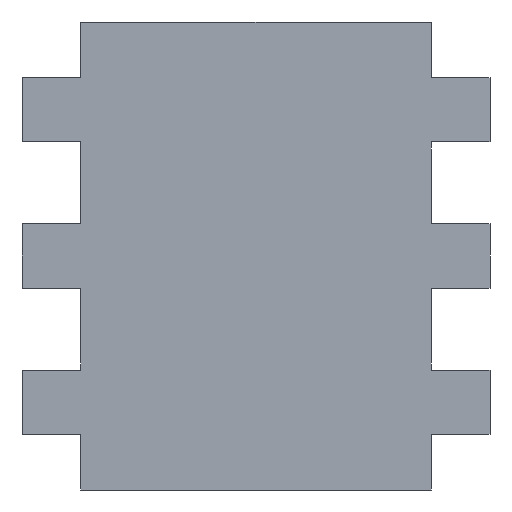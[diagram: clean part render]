
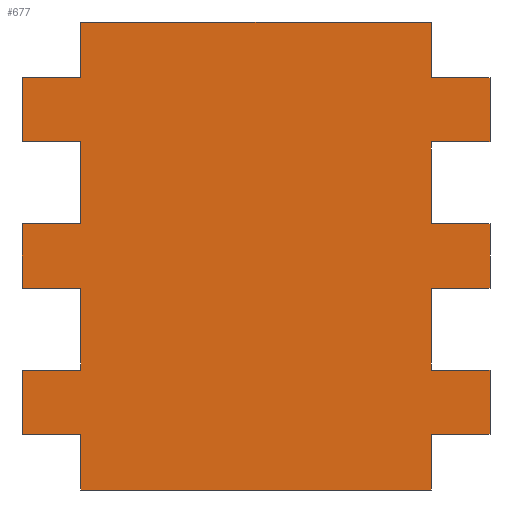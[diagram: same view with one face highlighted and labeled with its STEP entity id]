
A CAD part, front view. The second image highlights one B-rep face of the part: STEP entity #677.
In plain terms, the highlighted planar face has unit normal (0, -1, 0).
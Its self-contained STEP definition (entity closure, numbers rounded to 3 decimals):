
#5=DIRECTION('',(1.,0.,0.));
#6=VECTOR('',#5,1.2);
#7=CARTESIAN_POINT('',(-0.6,0.,-0.8));
#8=LINE('',#7,#6);
#69=DIRECTION('',(1.,0.,0.));
#70=VECTOR('',#69,0.2);
#71=CARTESIAN_POINT('',(-0.8,0.,-0.61));
#72=LINE('',#71,#70);
#73=DIRECTION('',(1.,0.,0.));
#74=VECTOR('',#73,0.2);
#75=CARTESIAN_POINT('',(0.6,0.,-0.61));
#76=LINE('',#75,#74);
#89=DIRECTION('',(1.,0.,0.));
#90=VECTOR('',#89,0.2);
#91=CARTESIAN_POINT('',(-0.8,0.,-0.39));
#92=LINE('',#91,#90);
#109=DIRECTION('',(1.,0.,0.));
#110=VECTOR('',#109,0.2);
#111=CARTESIAN_POINT('',(0.6,0.,-0.39));
#112=LINE('',#111,#110);
#113=DIRECTION('',(0.,0.,1.));
#114=VECTOR('',#113,0.19);
#115=CARTESIAN_POINT('',(-0.6,0.,-0.8));
#116=LINE('',#115,#114);
#117=DIRECTION('',(0.,0.,1.));
#118=VECTOR('',#117,0.22);
#119=CARTESIAN_POINT('',(-0.8,0.,-0.61));
#120=LINE('',#119,#118);
#121=DIRECTION('',(0.,0.,1.));
#122=VECTOR('',#121,0.28);
#123=CARTESIAN_POINT('',(-0.6,0.,-0.39));
#124=LINE('',#123,#122);
#125=DIRECTION('',(0.,0.,1.));
#126=VECTOR('',#125,0.22);
#127=CARTESIAN_POINT('',(-0.8,0.,-0.11));
#128=LINE('',#127,#126);
#129=DIRECTION('',(0.,0.,1.));
#130=VECTOR('',#129,0.28);
#131=CARTESIAN_POINT('',(-0.6,0.,0.11));
#132=LINE('',#131,#130);
#133=DIRECTION('',(0.,0.,1.));
#134=VECTOR('',#133,0.22);
#135=CARTESIAN_POINT('',(-0.8,0.,0.39));
#136=LINE('',#135,#134);
#137=DIRECTION('',(0.,0.,1.));
#138=VECTOR('',#137,0.19);
#139=CARTESIAN_POINT('',(-0.6,0.,0.61));
#140=LINE('',#139,#138);
#149=DIRECTION('',(0.,0.,1.));
#150=VECTOR('',#149,0.28);
#151=CARTESIAN_POINT('',(0.6,0.,0.11));
#152=LINE('',#151,#150);
#157=DIRECTION('',(0.,0.,1.));
#158=VECTOR('',#157,0.19);
#159=CARTESIAN_POINT('',(0.6,0.,0.61));
#160=LINE('',#159,#158);
#165=DIRECTION('',(0.,0.,1.));
#166=VECTOR('',#165,0.19);
#167=CARTESIAN_POINT('',(0.6,0.,-0.8));
#168=LINE('',#167,#166);
#173=DIRECTION('',(0.,0.,1.));
#174=VECTOR('',#173,0.28);
#175=CARTESIAN_POINT('',(0.6,0.,-0.39));
#176=LINE('',#175,#174);
#189=DIRECTION('',(1.,0.,0.));
#190=VECTOR('',#189,0.2);
#191=CARTESIAN_POINT('',(-0.8,0.,0.39));
#192=LINE('',#191,#190);
#193=DIRECTION('',(1.,0.,0.));
#194=VECTOR('',#193,0.2);
#195=CARTESIAN_POINT('',(0.6,0.,0.39));
#196=LINE('',#195,#194);
#209=DIRECTION('',(1.,0.,0.));
#210=VECTOR('',#209,0.2);
#211=CARTESIAN_POINT('',(-0.8,0.,0.61));
#212=LINE('',#211,#210);
#229=DIRECTION('',(1.,0.,0.));
#230=VECTOR('',#229,0.2);
#231=CARTESIAN_POINT('',(0.6,0.,0.61));
#232=LINE('',#231,#230);
#237=DIRECTION('',(0.,0.,1.));
#238=VECTOR('',#237,0.22);
#239=CARTESIAN_POINT('',(0.8,0.,0.39));
#240=LINE('',#239,#238);
#273=DIRECTION('',(1.,0.,0.));
#274=VECTOR('',#273,0.2);
#275=CARTESIAN_POINT('',(-0.8,0.,0.11));
#276=LINE('',#275,#274);
#293=DIRECTION('',(1.,0.,0.));
#294=VECTOR('',#293,0.2);
#295=CARTESIAN_POINT('',(0.6,0.,0.11));
#296=LINE('',#295,#294);
#309=DIRECTION('',(1.,0.,0.));
#310=VECTOR('',#309,0.2);
#311=CARTESIAN_POINT('',(-0.8,0.,-0.11));
#312=LINE('',#311,#310);
#313=DIRECTION('',(1.,0.,0.));
#314=VECTOR('',#313,0.2);
#315=CARTESIAN_POINT('',(0.6,0.,-0.11));
#316=LINE('',#315,#314);
#325=DIRECTION('',(0.,0.,1.));
#326=VECTOR('',#325,0.22);
#327=CARTESIAN_POINT('',(0.8,0.,-0.11));
#328=LINE('',#327,#326);
#345=DIRECTION('',(1.,0.,0.));
#346=VECTOR('',#345,1.2);
#347=CARTESIAN_POINT('',(-0.6,0.,0.8));
#348=LINE('',#347,#346);
#353=DIRECTION('',(0.,0.,1.));
#354=VECTOR('',#353,0.22);
#355=CARTESIAN_POINT('',(0.8,0.,-0.61));
#356=LINE('',#355,#354);
#362=CARTESIAN_POINT('',(-0.6,0.,-0.8));
#364=VERTEX_POINT('',#362);
#365=CARTESIAN_POINT('',(0.6,0.,-0.8));
#366=VERTEX_POINT('',#365);
#372=CARTESIAN_POINT('',(-0.6,0.,0.8));
#374=VERTEX_POINT('',#372);
#375=CARTESIAN_POINT('',(0.6,0.,0.8));
#376=VERTEX_POINT('',#375);
#382=CARTESIAN_POINT('',(-0.8,0.,-0.11));
#384=VERTEX_POINT('',#382);
#385=CARTESIAN_POINT('',(0.8,0.,-0.11));
#387=VERTEX_POINT('',#385);
#390=CARTESIAN_POINT('',(-0.8,0.,0.11));
#392=VERTEX_POINT('',#390);
#393=CARTESIAN_POINT('',(0.8,0.,0.11));
#395=VERTEX_POINT('',#393);
#397=CARTESIAN_POINT('',(-0.6,0.,-0.11));
#399=VERTEX_POINT('',#397);
#401=CARTESIAN_POINT('',(-0.6,0.,0.11));
#403=VERTEX_POINT('',#401);
#405=CARTESIAN_POINT('',(0.6,0.,-0.11));
#407=VERTEX_POINT('',#405);
#409=CARTESIAN_POINT('',(0.6,0.,0.11));
#411=VERTEX_POINT('',#409);
#414=CARTESIAN_POINT('',(-0.8,0.,0.39));
#416=VERTEX_POINT('',#414);
#417=CARTESIAN_POINT('',(0.8,0.,0.39));
#419=VERTEX_POINT('',#417);
#422=CARTESIAN_POINT('',(-0.8,0.,0.61));
#424=VERTEX_POINT('',#422);
#425=CARTESIAN_POINT('',(0.8,0.,0.61));
#427=VERTEX_POINT('',#425);
#429=CARTESIAN_POINT('',(-0.6,0.,0.39));
#431=VERTEX_POINT('',#429);
#433=CARTESIAN_POINT('',(-0.6,0.,0.61));
#435=VERTEX_POINT('',#433);
#437=CARTESIAN_POINT('',(0.6,0.,0.39));
#439=VERTEX_POINT('',#437);
#441=CARTESIAN_POINT('',(0.6,0.,0.61));
#443=VERTEX_POINT('',#441);
#446=CARTESIAN_POINT('',(-0.8,0.,-0.61));
#448=VERTEX_POINT('',#446);
#449=CARTESIAN_POINT('',(0.8,0.,-0.61));
#451=VERTEX_POINT('',#449);
#454=CARTESIAN_POINT('',(-0.8,0.,-0.39));
#456=VERTEX_POINT('',#454);
#457=CARTESIAN_POINT('',(0.8,0.,-0.39));
#459=VERTEX_POINT('',#457);
#461=CARTESIAN_POINT('',(-0.6,0.,-0.61));
#463=VERTEX_POINT('',#461);
#465=CARTESIAN_POINT('',(-0.6,0.,-0.39));
#467=VERTEX_POINT('',#465);
#469=CARTESIAN_POINT('',(0.6,0.,-0.61));
#471=VERTEX_POINT('',#469);
#473=CARTESIAN_POINT('',(0.6,0.,-0.39));
#475=VERTEX_POINT('',#473);
#623=CARTESIAN_POINT('',(-0.6,0.,-0.8));
#624=DIRECTION('',(0.,-1.,0.));
#625=DIRECTION('',(1.,0.,0.));
#626=AXIS2_PLACEMENT_3D('',#623,#624,#625);
#627=PLANE('',#626);
#629=ORIENTED_EDGE('',*,*,#628,.F.);
#630=ORIENTED_EDGE('',*,*,#618,.T.);
#632=ORIENTED_EDGE('',*,*,#631,.F.);
#633=ORIENTED_EDGE('',*,*,#556,.F.);
#635=ORIENTED_EDGE('',*,*,#634,.F.);
#636=ORIENTED_EDGE('',*,*,#484,.F.);
#637=ORIENTED_EDGE('',*,*,#502,.T.);
#638=ORIENTED_EDGE('',*,*,#544,.F.);
#640=ORIENTED_EDGE('',*,*,#639,.T.);
#641=ORIENTED_EDGE('',*,*,#600,.T.);
#642=ORIENTED_EDGE('',*,*,#525,.T.);
#644=ORIENTED_EDGE('',*,*,#643,.F.);
#646=ORIENTED_EDGE('',*,*,#645,.T.);
#648=ORIENTED_EDGE('',*,*,#647,.T.);
#649=ORIENTED_EDGE('',*,*,#517,.T.);
#651=ORIENTED_EDGE('',*,*,#650,.F.);
#653=ORIENTED_EDGE('',*,*,#652,.T.);
#655=ORIENTED_EDGE('',*,*,#654,.T.);
#656=ORIENTED_EDGE('',*,*,#509,.T.);
#658=ORIENTED_EDGE('',*,*,#657,.T.);
#660=ORIENTED_EDGE('',*,*,#659,.F.);
#662=ORIENTED_EDGE('',*,*,#661,.T.);
#664=ORIENTED_EDGE('',*,*,#663,.F.);
#666=ORIENTED_EDGE('',*,*,#665,.F.);
#668=ORIENTED_EDGE('',*,*,#667,.F.);
#670=ORIENTED_EDGE('',*,*,#669,.T.);
#672=ORIENTED_EDGE('',*,*,#671,.F.);
#674=ORIENTED_EDGE('',*,*,#673,.F.);
#675=EDGE_LOOP('',(#629,#630,#632,#633,#635,#636,#637,#638,#640,#641,#642,#644,
#646,#648,#649,#651,#653,#655,#656,#658,#660,#662,#664,#666,#668,#670,#672,
#674));
#676=FACE_OUTER_BOUND('',#675,.F.);
#484=EDGE_CURVE('',#364,#366,#8,.T.);
#502=EDGE_CURVE('',#364,#463,#116,.T.);
#509=EDGE_CURVE('',#435,#374,#140,.T.);
#517=EDGE_CURVE('',#403,#431,#132,.T.);
#525=EDGE_CURVE('',#467,#399,#124,.T.);
#544=EDGE_CURVE('',#448,#463,#72,.T.);
#556=EDGE_CURVE('',#471,#451,#76,.T.);
#600=EDGE_CURVE('',#456,#467,#92,.T.);
#618=EDGE_CURVE('',#475,#459,#112,.T.);
#628=EDGE_CURVE('',#475,#407,#176,.T.);
#631=EDGE_CURVE('',#451,#459,#356,.T.);
#634=EDGE_CURVE('',#366,#471,#168,.T.);
#639=EDGE_CURVE('',#448,#456,#120,.T.);
#643=EDGE_CURVE('',#384,#399,#312,.T.);
#645=EDGE_CURVE('',#384,#392,#128,.T.);
#647=EDGE_CURVE('',#392,#403,#276,.T.);
#650=EDGE_CURVE('',#416,#431,#192,.T.);
#652=EDGE_CURVE('',#416,#424,#136,.T.);
#654=EDGE_CURVE('',#424,#435,#212,.T.);
#657=EDGE_CURVE('',#374,#376,#348,.T.);
#659=EDGE_CURVE('',#443,#376,#160,.T.);
#661=EDGE_CURVE('',#443,#427,#232,.T.);
#663=EDGE_CURVE('',#419,#427,#240,.T.);
#665=EDGE_CURVE('',#439,#419,#196,.T.);
#667=EDGE_CURVE('',#411,#439,#152,.T.);
#669=EDGE_CURVE('',#411,#395,#296,.T.);
#671=EDGE_CURVE('',#387,#395,#328,.T.);
#673=EDGE_CURVE('',#407,#387,#316,.T.);
#677=ADVANCED_FACE('',(#676),#627,.T.);
